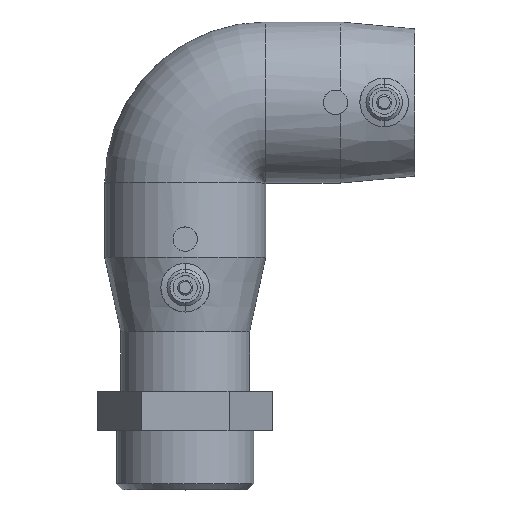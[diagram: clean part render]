
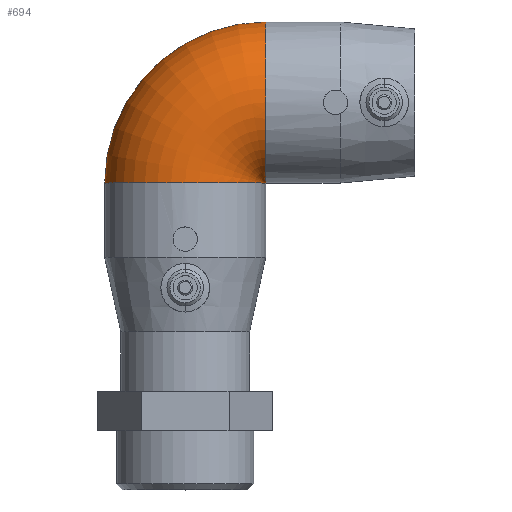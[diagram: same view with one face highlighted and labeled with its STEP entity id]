
A CAD part, top view. The second image highlights one B-rep face of the part: STEP entity #694.
In plain terms, the highlighted toroidal (fillet/blend) face has major radius 26.51 mm and minor radius 26.5 mm.
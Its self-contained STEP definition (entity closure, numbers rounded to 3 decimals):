
#422 = VERTEX_POINT( '', #1169 );
#446 = VERTEX_POINT( '', #1195 );
#584 = EDGE_CURVE( '', #422, #1096, #1353, .T. );
#624 = VERTEX_POINT( '', #1395 );
#694 = ADVANCED_FACE( '', ( #1472 ), #1473, .T. );
#874 = EDGE_CURVE( '', #624, #446, #1680, .T. );
#946 = EDGE_CURVE( '', #422, #446, #1761, .T. );
#978 = EDGE_CURVE( '', #624, #1012, #1795, .T. );
#1012 = VERTEX_POINT( '', #1832 );
#1054 = EDGE_CURVE( '', #1096, #1012, #1879, .T. );
#1096 = VERTEX_POINT( '', #1928 );
#1169 = CARTESIAN_POINT( '', ( 0., -26.5, 0. ) );
#1195 = CARTESIAN_POINT( '', ( -53., -26.5, 0. ) );
#1353 = B_SPLINE_CURVE_WITH_KNOTS( '', 3, ( #2467, #2468, #2469, #2470, #2471, #2472, #2473, #2474, #2475, #2476, #2477, #2478, #2479, #2480, #2481, #2482, #2483, #2484, #2485, #2486, #2487, #2488, #2489, #2490, #2491, #2492, #2493, #2494, #2495, #2496, #2497, #2498, #2499, #2500, #2501, #2502, #2503, #2504 ), .UNSPECIFIED., .F., .F., ( 4, 2, 2, 2, 2, 2, 2, 2, 2, 2, 2, 2, 2, 2, 2, 2, 2, 2, 4 ), ( 0., 0.332, 1.536, 2.74, 5.148, 7.556, 9.964, 12.4, 14.836, 17.273, 19.709, 22.15, 24.591, 27.032, 29.473, 31.913, 34.354, 36.795, 39.231 ), .UNSPECIFIED. );
#1395 = CARTESIAN_POINT( '', ( 0.01, 26.51, 0. ) );
#1472 = FACE_OUTER_BOUND( '', #2703, .T. );
#1473 = TOROIDAL_SURFACE( '', #2704, 26.51, 26.5 );
#1680 = CIRCLE( '', #3057, 53.01 );
#1761 = CIRCLE( '', #3198, 26.5 );
#1795 = CIRCLE( '', #3246, 26.5 );
#1832 = CARTESIAN_POINT( '', ( 0.01, 0.005, 26.5 ) );
#1879 = B_SPLINE_CURVE_WITH_KNOTS( '', 3, ( #3484, #3485, #3486, #3487 ), .UNSPECIFIED., .F., .F., ( 4, 4 ), ( -0.01, 0. ), .UNSPECIFIED. );
#1928 = CARTESIAN_POINT( '', ( 0., 0.005, 26.5 ) );
#2467 = CARTESIAN_POINT( '', ( 0., -26.5, 0. ) );
#2468 = CARTESIAN_POINT( '', ( 0., -26.498, 0.111 ) );
#2469 = CARTESIAN_POINT( '', ( 0., -26.495, 0.244 ) );
#2470 = CARTESIAN_POINT( '', ( 0., -26.484, 0.756 ) );
#2471 = CARTESIAN_POINT( '', ( 0., -26.469, 1.166 ) );
#2472 = CARTESIAN_POINT( '', ( 0., -26.418, 2.001 ) );
#2473 = CARTESIAN_POINT( '', ( 0., -26.383, 2.424 ) );
#2474 = CARTESIAN_POINT( '', ( 0., -26.244, 3.704 ) );
#2475 = CARTESIAN_POINT( '', ( 0., -26.108, 4.571 ) );
#2476 = CARTESIAN_POINT( '', ( 0., -25.749, 6.286 ) );
#2477 = CARTESIAN_POINT( '', ( 0., -25.526, 7.134 ) );
#2478 = CARTESIAN_POINT( '', ( 0., -25.011, 8.77 ) );
#2479 = CARTESIAN_POINT( '', ( 0., -24.719, 9.558 ) );
#2480 = CARTESIAN_POINT( '', ( 0., -24.092, 11.046 ) );
#2481 = CARTESIAN_POINT( '', ( 0., -23.726, 11.815 ) );
#2482 = CARTESIAN_POINT( '', ( 0., -22.903, 13.342 ) );
#2483 = CARTESIAN_POINT( '', ( 0., -22.444, 14.101 ) );
#2484 = CARTESIAN_POINT( '', ( 0., -21.453, 15.569 ) );
#2485 = CARTESIAN_POINT( '', ( 0., -20.919, 16.278 ) );
#2486 = CARTESIAN_POINT( '', ( 0., -19.81, 17.612 ) );
#2487 = CARTESIAN_POINT( '', ( 0., -19.233, 18.238 ) );
#2488 = CARTESIAN_POINT( '', ( 0., -18.079, 19.383 ) );
#2489 = CARTESIAN_POINT( '', ( 0., -17.448, 19.955 ) );
#2490 = CARTESIAN_POINT( '', ( 0., -16.103, 21.057 ) );
#2491 = CARTESIAN_POINT( '', ( 0., -15.389, 21.585 ) );
#2492 = CARTESIAN_POINT( '', ( 0., -13.91, 22.567 ) );
#2493 = CARTESIAN_POINT( '', ( 0., -13.146, 23.02 ) );
#2494 = CARTESIAN_POINT( '', ( 0., -11.609, 23.833 ) );
#2495 = CARTESIAN_POINT( '', ( 0., -10.837, 24.192 ) );
#2496 = CARTESIAN_POINT( '', ( 0., -9.332, 24.812 ) );
#2497 = CARTESIAN_POINT( '', ( 0., -8.531, 25.101 ) );
#2498 = CARTESIAN_POINT( '', ( 0., -6.867, 25.607 ) );
#2499 = CARTESIAN_POINT( '', ( 0., -6.005, 25.823 ) );
#2500 = CARTESIAN_POINT( '', ( 0., -4.265, 26.168 ) );
#2501 = CARTESIAN_POINT( '', ( 0., -3.385, 26.296 ) );
#2502 = CARTESIAN_POINT( '', ( 0., -1.657, 26.462 ) );
#2503 = CARTESIAN_POINT( '', ( 0., -0.807, 26.5 ) );
#2504 = CARTESIAN_POINT( '', ( 0., 0.005, 26.5 ) );
#2703 = EDGE_LOOP( '', ( #3990, #3991, #3992, #3993, #3994 ) );
#2704 = AXIS2_PLACEMENT_3D( '', #3995, #3996, #3997 );
#3057 = AXIS2_PLACEMENT_3D( '', #4250, #4251, #4252 );
#3198 = AXIS2_PLACEMENT_3D( '', #4348, #4349, #4350 );
#3246 = AXIS2_PLACEMENT_3D( '', #4382, #4383, #4384 );
#3484 = CARTESIAN_POINT( '', ( 0., 0.005, 26.5 ) );
#3485 = CARTESIAN_POINT( '', ( 0.003, 0.005, 26.5 ) );
#3486 = CARTESIAN_POINT( '', ( 0.007, 0.005, 26.5 ) );
#3487 = CARTESIAN_POINT( '', ( 0.01, 0.005, 26.5 ) );
#3990 = ORIENTED_EDGE( '', *, *, #874, .T. );
#3991 = ORIENTED_EDGE( '', *, *, #946, .F. );
#3992 = ORIENTED_EDGE( '', *, *, #584, .T. );
#3993 = ORIENTED_EDGE( '', *, *, #1054, .T. );
#3994 = ORIENTED_EDGE( '', *, *, #978, .F. );
#3995 = CARTESIAN_POINT( '', ( 0.01, -26.5, 0. ) );
#3996 = DIRECTION( '', ( 0., 0., 1. ) );
#3997 = DIRECTION( '', ( 1., 0., 0. ) );
#4250 = CARTESIAN_POINT( '', ( 0.01, -26.5, 0. ) );
#4251 = DIRECTION( '', ( 0., 0., 1. ) );
#4252 = DIRECTION( '', ( 1., 0., 0. ) );
#4348 = CARTESIAN_POINT( '', ( -26.5, -26.5, 0. ) );
#4349 = DIRECTION( '', ( 0., -1., 0. ) );
#4350 = DIRECTION( '', ( -1., 0., 0. ) );
#4382 = CARTESIAN_POINT( '', ( 0.01, 0.01, 0. ) );
#4383 = DIRECTION( '', ( 1., 0., 0. ) );
#4384 = DIRECTION( '', ( 0., -1., 0. ) );
